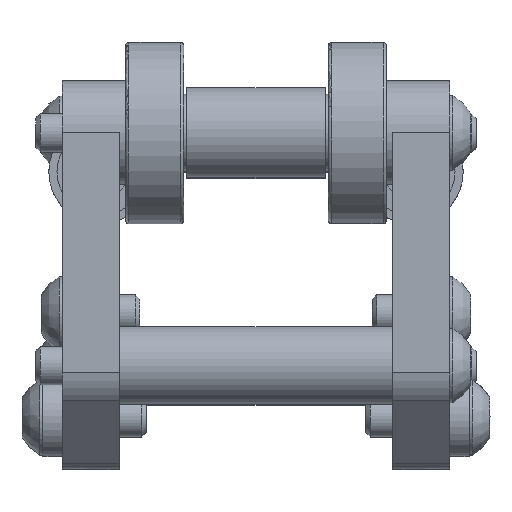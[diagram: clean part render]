
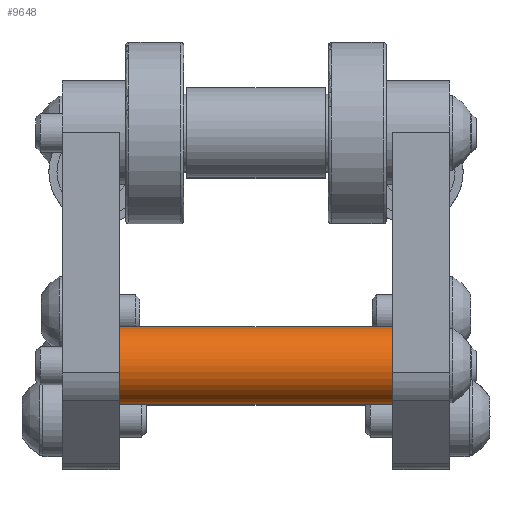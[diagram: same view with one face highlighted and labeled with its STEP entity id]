
A CAD part, top view. The second image highlights one B-rep face of the part: STEP entity #9648.
In plain terms, the highlighted cylindrical face has radius 4.75 mm (diameter 9.5 mm), a full revolution.
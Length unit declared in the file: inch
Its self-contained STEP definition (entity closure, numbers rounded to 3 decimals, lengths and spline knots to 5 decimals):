
#794=FACE_OUTER_BOUND('',#1470,.T.);
#1470=EDGE_LOOP('',(#6563,#6564,#6565,#6566));
#2298=LINE('',#15155,#2898);
#2898=VECTOR('',#11787,0.187);
#3501=CIRCLE('',#10382,0.187);
#3502=CIRCLE('',#10383,0.187);
#4225=VERTEX_POINT('',#15152);
#4226=VERTEX_POINT('',#15154);
#5124=EDGE_CURVE('',#4225,#4225,#3501,.T.);
#5125=EDGE_CURVE('',#4225,#4226,#2298,.T.);
#5126=EDGE_CURVE('',#4226,#4226,#3502,.T.);
#6563=ORIENTED_EDGE('',*,*,#5124,.T.);
#6564=ORIENTED_EDGE('',*,*,#5125,.T.);
#6565=ORIENTED_EDGE('',*,*,#5126,.F.);
#6566=ORIENTED_EDGE('',*,*,#5125,.F.);
#9414=CYLINDRICAL_SURFACE('',#10381,0.187);
#9648=ADVANCED_FACE('',(#794),#9414,.T.);
#10381=AXIS2_PLACEMENT_3D('',#15151,#11783,#11784);
#10382=AXIS2_PLACEMENT_3D('',#15153,#11785,#11786);
#10383=AXIS2_PLACEMENT_3D('',#15156,#11788,#11789);
#11783=DIRECTION('center_axis',(-1.,0.,0.));
#11784=DIRECTION('ref_axis',(0.,0.,1.));
#11785=DIRECTION('center_axis',(1.,0.,0.));
#11786=DIRECTION('ref_axis',(0.,0.,-1.));
#11787=DIRECTION('',(1.,0.,0.));
#11788=DIRECTION('center_axis',(1.,0.,0.));
#11789=DIRECTION('ref_axis',(0.,0.,-1.));
#15151=CARTESIAN_POINT('Origin',(0.75,21.625,-23.81));
#15152=CARTESIAN_POINT('',(-0.75,21.625,-23.997));
#15153=CARTESIAN_POINT('Origin',(-0.75,21.625,-23.81));
#15154=CARTESIAN_POINT('',(0.75,21.625,-23.997));
#15155=CARTESIAN_POINT('',(0.75,21.625,-23.997));
#15156=CARTESIAN_POINT('Origin',(0.75,21.625,-23.81));
